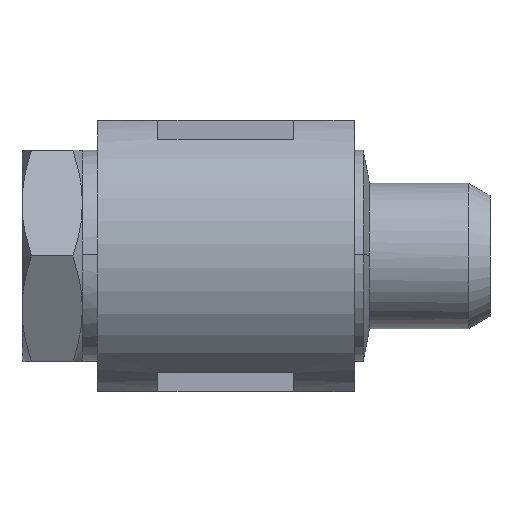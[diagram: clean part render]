
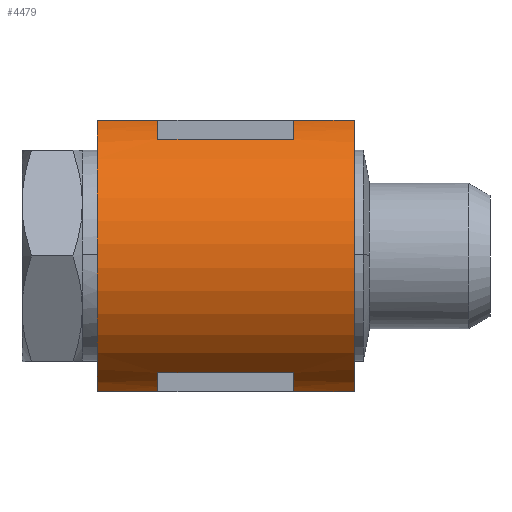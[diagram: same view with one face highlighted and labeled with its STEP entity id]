
A CAD part, left-side view. The second image highlights one B-rep face of the part: STEP entity #4479.
In plain terms, the highlighted cylindrical face has radius 9.5 mm (diameter 19 mm), a partial arc.
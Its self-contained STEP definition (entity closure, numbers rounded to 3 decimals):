
#21 = ORIENTED_EDGE ( 'NONE', *, *, #253, .F. ) ;
#22 = ORIENTED_EDGE ( 'NONE', *, *, #284, .T. ) ;
#23 = ORIENTED_EDGE ( 'NONE', *, *, #285, .F. ) ;
#24 = ORIENTED_EDGE ( 'NONE', *, *, #286, .F. ) ;
#25 = ORIENTED_EDGE ( 'NONE', *, *, #287, .F. ) ;
#26 = ORIENTED_EDGE ( 'NONE', *, *, #288, .T. ) ;
#27 = ORIENTED_EDGE ( 'NONE', *, *, #258, .T. ) ;
#28 = ORIENTED_EDGE ( 'NONE', *, *, #289, .T. ) ;
#29 = ORIENTED_EDGE ( 'NONE', *, *, #290, .F. ) ;
#30 = ORIENTED_EDGE ( 'NONE', *, *, #291, .F. ) ;
#31 = ORIENTED_EDGE ( 'NONE', *, *, #292, .F. ) ;
#82 = CIRCLE ( 'NONE', #506, 9.5 ) ;
#91 = CIRCLE ( 'NONE', #510, 9.5 ) ;
#116 = LINE ( 'NONE', #845, #137 ) ;
#132 = LINE ( 'NONE', #824, #134 ) ;
#133 = CIRCLE ( 'NONE', #519, 9.5 ) ;
#134 = VECTOR ( 'NONE', #825, 1000. ) ;
#135 = CIRCLE ( 'NONE', #520, 9.5 ) ;
#136 = LINE ( 'NONE', #858, #140 ) ;
#137 = VECTOR ( 'NONE', #840, 1000. ) ;
#138 = LINE ( 'NONE', #870, #145 ) ;
#139 = LINE ( 'NONE', #867, #142 ) ;
#140 = VECTOR ( 'NONE', #853, 1000. ) ;
#141 = CIRCLE ( 'NONE', #521, 9.5 ) ;
#142 = VECTOR ( 'NONE', #869, 1000. ) ;
#143 = CIRCLE ( 'NONE', #522, 9.5 ) ;
#144 = LINE ( 'NONE', #877, #148 ) ;
#145 = VECTOR ( 'NONE', #855, 1000. ) ;
#148 = VECTOR ( 'NONE', #874, 1000. ) ;
#253 = EDGE_CURVE ( 'NONE', #4681, #4678, #82, .T. ) ;
#258 = EDGE_CURVE ( 'NONE', #4683, #4689, #91, .T. ) ;
#284 = EDGE_CURVE ( 'NONE', #4681, #4696, #132, .T. ) ;
#285 = EDGE_CURVE ( 'NONE', #4703, #4696, #133, .T. ) ;
#286 = EDGE_CURVE ( 'NONE', #4705, #4703, #116, .T. ) ;
#287 = EDGE_CURVE ( 'NONE', #4698, #4705, #135, .T. ) ;
#288 = EDGE_CURVE ( 'NONE', #4698, #4683, #136, .T. ) ;
#289 = EDGE_CURVE ( 'NONE', #4689, #4704, #139, .T. ) ;
#290 = EDGE_CURVE ( 'NONE', #4709, #4704, #141, .T. ) ;
#291 = EDGE_CURVE ( 'NONE', #4706, #4709, #138, .T. ) ;
#292 = EDGE_CURVE ( 'NONE', #4707, #4706, #143, .T. ) ;
#293 = EDGE_CURVE ( 'NONE', #4707, #4678, #144, .T. ) ;
#506 = AXIS2_PLACEMENT_3D ( 'NONE', #1614, #1612, #1611 ) ;
#510 = AXIS2_PLACEMENT_3D ( 'NONE', #744, #745, #746 ) ;
#519 = AXIS2_PLACEMENT_3D ( 'NONE', #847, #849, #851 ) ;
#520 = AXIS2_PLACEMENT_3D ( 'NONE', #860, #862, #864 ) ;
#521 = AXIS2_PLACEMENT_3D ( 'NONE', #871, #872, #873 ) ;
#522 = AXIS2_PLACEMENT_3D ( 'NONE', #878, #880, #882 ) ;
#635 = AXIS2_PLACEMENT_3D ( 'NONE', #3524, #3521, #3531 ) ;
#744 = CARTESIAN_POINT ( 'NONE',  ( -142.897, -36.043, -25. ) ) ;
#745 = DIRECTION ( 'NONE',  ( 0., -1., 0. ) ) ;
#746 = DIRECTION ( 'NONE',  ( 0., 0., -1. ) ) ;
#824 = CARTESIAN_POINT ( 'NONE',  ( -145.939, -54.543, -16. ) ) ;
#825 = DIRECTION ( 'NONE',  ( 0., 1., 0. ) ) ;
#840 = DIRECTION ( 'NONE',  ( 0., -1., 0. ) ) ;
#845 = CARTESIAN_POINT ( 'NONE',  ( -148.397, -54.543, -17.254 ) ) ;
#847 = CARTESIAN_POINT ( 'NONE',  ( -142.897, -49.043, -25. ) ) ;
#849 = DIRECTION ( 'NONE',  ( 0., 1., 0. ) ) ;
#851 = DIRECTION ( 'NONE',  ( 0., 0., 1. ) ) ;
#853 = DIRECTION ( 'NONE',  ( 0., 1., 0. ) ) ;
#855 = DIRECTION ( 'NONE',  ( 0., 1., 0. ) ) ;
#858 = CARTESIAN_POINT ( 'NONE',  ( -145.939, -54.543, -16. ) ) ;
#860 = CARTESIAN_POINT ( 'NONE',  ( -142.897, -40.043, -25. ) ) ;
#862 = DIRECTION ( 'NONE',  ( 0., -1., 0. ) ) ;
#864 = DIRECTION ( 'NONE',  ( 0., 0., -1. ) ) ;
#867 = CARTESIAN_POINT ( 'NONE',  ( -145.939, -54.543, -34. ) ) ;
#869 = DIRECTION ( 'NONE',  ( 0., -1., 0. ) ) ;
#870 = CARTESIAN_POINT ( 'NONE',  ( -148.397, -54.543, -32.746 ) ) ;
#871 = CARTESIAN_POINT ( 'NONE',  ( -142.897, -40.043, -25. ) ) ;
#872 = DIRECTION ( 'NONE',  ( 0., -1., 0. ) ) ;
#873 = DIRECTION ( 'NONE',  ( 0., 0., -1. ) ) ;
#874 = DIRECTION ( 'NONE',  ( 0., -1., 0. ) ) ;
#877 = CARTESIAN_POINT ( 'NONE',  ( -145.939, -54.543, -34. ) ) ;
#878 = CARTESIAN_POINT ( 'NONE',  ( -142.897, -49.043, -25. ) ) ;
#880 = DIRECTION ( 'NONE',  ( 0., 1., 0. ) ) ;
#882 = DIRECTION ( 'NONE',  ( 0., 0., 1. ) ) ;
#1611 = DIRECTION ( 'NONE',  ( 0., 0., -1. ) ) ;
#1612 = DIRECTION ( 'NONE',  ( 0., -1., 0. ) ) ;
#1614 = CARTESIAN_POINT ( 'NONE',  ( -142.897, -53.043, -25. ) ) ;
#1790 = EDGE_LOOP ( 'NONE', ( #21, #22, #23, #24, #25, #26, #27, #28, #29, #30, #31, #4836 ) ) ;
#3291 = FACE_OUTER_BOUND ( 'NONE', #1790, .T. ) ;
#3296 = CYLINDRICAL_SURFACE ( 'NONE', #635, 9.5 ) ;
#3521 = DIRECTION ( 'NONE',  ( 0., -1., 0. ) ) ;
#3524 = CARTESIAN_POINT ( 'NONE',  ( -142.897, -54.543, -25. ) ) ;
#3531 = DIRECTION ( 'NONE',  ( 0., 0., -1. ) ) ;
#4479 = ADVANCED_FACE ( 'NONE', ( #3291 ), #3296, .T. ) ;
#4678 = VERTEX_POINT ( 'NONE', #5585 ) ;
#4681 = VERTEX_POINT ( 'NONE', #5588 ) ;
#4683 = VERTEX_POINT ( 'NONE', #5590 ) ;
#4689 = VERTEX_POINT ( 'NONE', #5596 ) ;
#4696 = VERTEX_POINT ( 'NONE', #5603 ) ;
#4698 = VERTEX_POINT ( 'NONE', #5605 ) ;
#4703 = VERTEX_POINT ( 'NONE', #5610 ) ;
#4704 = VERTEX_POINT ( 'NONE', #5611 ) ;
#4705 = VERTEX_POINT ( 'NONE', #5612 ) ;
#4706 = VERTEX_POINT ( 'NONE', #5613 ) ;
#4707 = VERTEX_POINT ( 'NONE', #5614 ) ;
#4709 = VERTEX_POINT ( 'NONE', #5616 ) ;
#4836 = ORIENTED_EDGE ( 'NONE', *, *, #293, .T. ) ;
#5585 = CARTESIAN_POINT ( 'NONE',  ( -145.939, -53.043, -34. ) ) ;
#5588 = CARTESIAN_POINT ( 'NONE',  ( -145.939, -53.043, -16. ) ) ;
#5590 = CARTESIAN_POINT ( 'NONE',  ( -145.939, -36.043, -16. ) ) ;
#5596 = CARTESIAN_POINT ( 'NONE',  ( -145.939, -36.043, -34. ) ) ;
#5603 = CARTESIAN_POINT ( 'NONE',  ( -145.939, -49.043, -16. ) ) ;
#5605 = CARTESIAN_POINT ( 'NONE',  ( -145.939, -40.043, -16. ) ) ;
#5610 = CARTESIAN_POINT ( 'NONE',  ( -148.397, -49.043, -17.254 ) ) ;
#5611 = CARTESIAN_POINT ( 'NONE',  ( -145.939, -40.043, -34. ) ) ;
#5612 = CARTESIAN_POINT ( 'NONE',  ( -148.397, -40.043, -17.254 ) ) ;
#5613 = CARTESIAN_POINT ( 'NONE',  ( -148.397, -49.043, -32.746 ) ) ;
#5614 = CARTESIAN_POINT ( 'NONE',  ( -145.939, -49.043, -34. ) ) ;
#5616 = CARTESIAN_POINT ( 'NONE',  ( -148.397, -40.043, -32.746 ) ) ;
